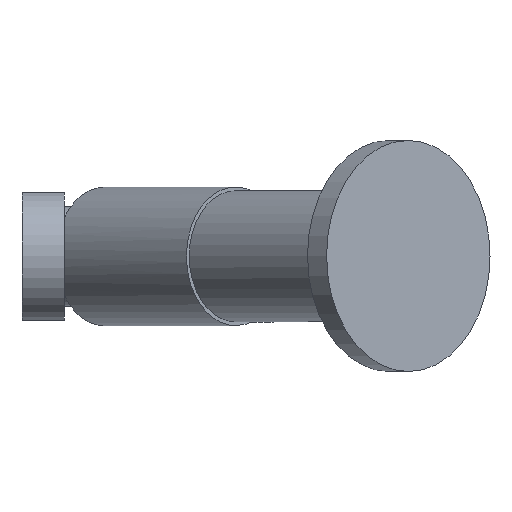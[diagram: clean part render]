
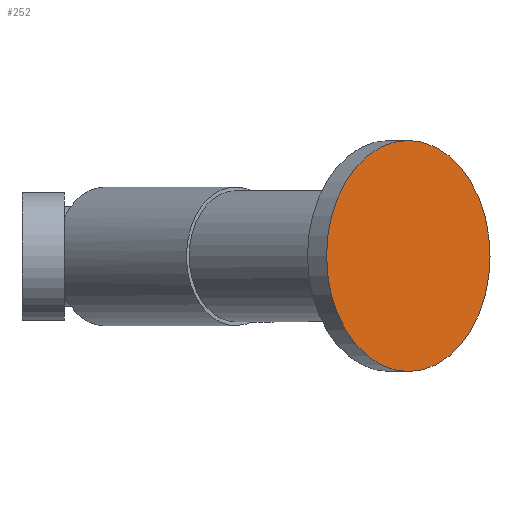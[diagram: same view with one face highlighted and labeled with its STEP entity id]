
A CAD part, top view. The second image highlights one B-rep face of the part: STEP entity #252.
In plain terms, the highlighted planar face has unit normal (0.707, 0, 0.707).
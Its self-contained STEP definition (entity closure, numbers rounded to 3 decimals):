
#31=PLANE('',#302);
#50=CIRCLE('',#300,30.);
#93=ORIENTED_EDGE('',*,*,#125,.T.);
#125=EDGE_CURVE('',#147,#147,#50,.T.);
#147=VERTEX_POINT('',#541);
#181=EDGE_LOOP('',(#93));
#218=FACE_BOUND('',#181,.T.);
#252=ADVANCED_FACE('',(#218),#31,.T.);
#300=AXIS2_PLACEMENT_3D('',#540,#371,#372);
#302=AXIS2_PLACEMENT_3D('',#544,#375,#376);
#371=DIRECTION('',(0.707,0.,0.707));
#372=DIRECTION('',(0.707,0.,-0.707));
#375=DIRECTION('',(0.707,0.,0.707));
#376=DIRECTION('',(0.707,0.,-0.707));
#540=CARTESIAN_POINT('',(61.037,0.,78.787));
#541=CARTESIAN_POINT('',(82.25,0.,57.573));
#544=CARTESIAN_POINT('',(61.037,0.,78.787));
